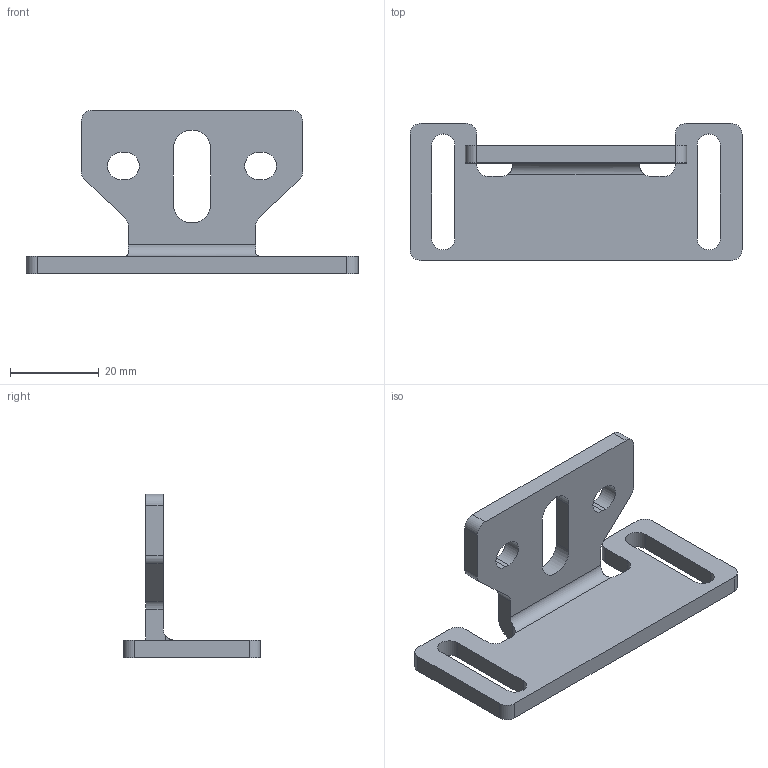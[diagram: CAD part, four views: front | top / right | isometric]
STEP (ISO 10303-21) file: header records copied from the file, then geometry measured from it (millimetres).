
FILE_DESCRIPTION(/* description */ (''),/* implementation_level */ '2;1');
FILE_NAME(/* name */ '13037_KriTec_Schnaepper-Befestigungswinkel.stp',/* time_stamp */ '2014-04-23T15:50:28+02:00',/* author */ ('kostic'),/* organization */ (''),/* preprocessor_version */ 'ST-DEVELOPER v15.2',/* originating_system */ 'Autodesk Inventor 2014',/* authorisation */ '');
FILE_SCHEMA (('AUTOMOTIVE_DESIGN { 1 0 10303 214 3 1 1 }'));
Length unit declared in the file: millimetre
Products named in the file (1): 13037_KriTec_Schnaepper-Befestigungswinkel
Bounding box: 75 x 31 x 37 mm (x, y, z)
Volume: 11331 mm3; surface area: 7799 mm2
Topology: 1 solids, 1 shells, 58 faces, 168 edges, 112 vertices
Faces by surface type: plane 30, cylinder 28
Entity records: 1989 total; most frequent: CARTESIAN_POINT 367, DIRECTION 338, ORIENTED_EDGE 336, EDGE_CURVE 168, AXIS2_PLACEMENT_3D 115, VERTEX_POINT 112, LINE 108, VECTOR 108
